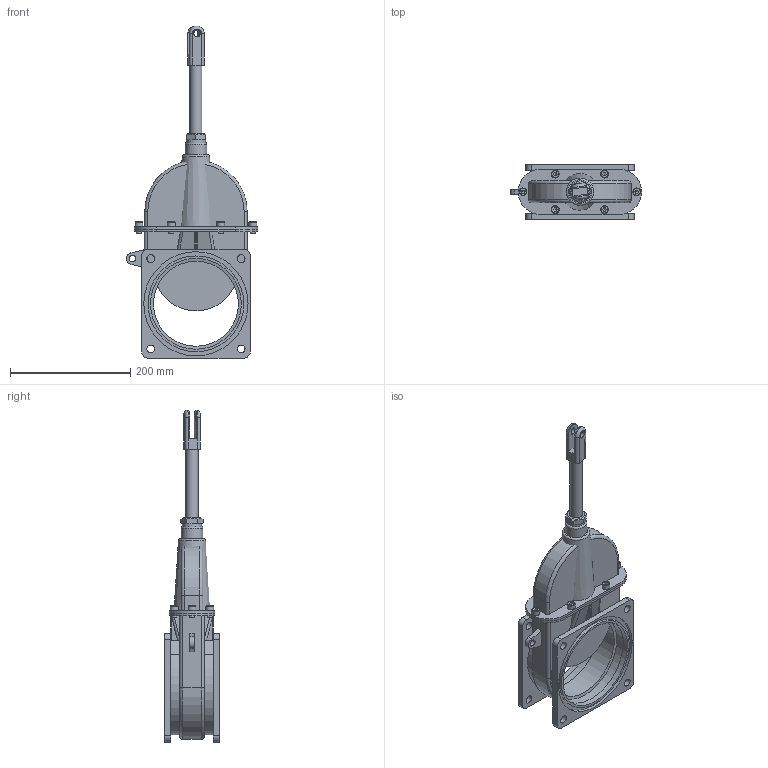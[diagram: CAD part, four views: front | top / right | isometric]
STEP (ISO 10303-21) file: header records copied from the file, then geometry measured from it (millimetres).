
FILE_DESCRIPTION(/* description */ ('MZ Gülleschieber 6Zoll'),/* implementation_level */ '2;1');
FILE_NAME(/* name */ '02-07-014 MZ Gülleschieber 6Zoll.stp',/* time_stamp */ '2017-03-07T08:46:42+01:00',/* author */ ('A.Reisinger'),/* organization */ (''),/* preprocessor_version */ 'ST-DEVELOPER v16.5',/* originating_system */ 'Autodesk Inventor 2017',/* authorisation */ '');
FILE_SCHEMA (('AUTOMOTIVE_DESIGN { 1 0 10303 214 3 1 1 }'));
Products named in the file (23): 02-07-014; 02-07-014 MZ Gülleschieber 6Zoll; 02-07-014 MZ Gülleschieber 6Zoll_1; 02-07-014 MZ Gülleschieber 6Zoll_2; 02-07-014 MZ Gülleschieber 6Zoll_3; 02-07-014 MZ Gülleschieber 6Zoll_4; 02-07-014 MZ Gülleschieber 6Zoll_5; 02-07-014 MZ Gülleschieber 6Zoll_6; 02-07-014 MZ Gülleschieber 6Zoll_7; 02-07-014 MZ Gülleschieber 6Zoll_8; 02-07-014 MZ Gülleschieber 6Zoll_15; 02-07-014 MZ Gülleschieber 6Zoll_16; 02-07-014 MZ Gülleschieber 6Zoll_17; 02-07-014 MZ Gülleschieber 6Zoll_18; 02-07-014 MZ Gülleschieber 6Zoll_19; 02-07-014 MZ Gülleschieber 6Zoll_20; 02-07-014 MZ Gülleschieber 6Zoll_23; 02-07-014 MZ Gülleschieber 6Zoll_37; 02-07-014 MZ Gülleschieber 6Zoll_38; 02-07-014 MZ Gülleschieber 6Zoll_39; 02-07-014 MZ Gülleschieber 6Zoll_40; 02-07-014 MZ Gülleschieber 6Zoll_41; DIN 912 - M8 x 12
Assembly tree (27 placements, depth 2):
  02-07-014
    02-07-014 MZ Gülleschieber 6Zoll
    02-07-014 MZ Gülleschieber 6Zoll_1
    02-07-014 MZ Gülleschieber 6Zoll_2
    02-07-014 MZ Gülleschieber 6Zoll_3
    02-07-014 MZ Gülleschieber 6Zoll_4
    02-07-014 MZ Gülleschieber 6Zoll_5
    02-07-014 MZ Gülleschieber 6Zoll_6
    02-07-014 MZ Gülleschieber 6Zoll_7
    02-07-014 MZ Gülleschieber 6Zoll_8
    02-07-014 MZ Gülleschieber 6Zoll_15
    02-07-014 MZ Gülleschieber 6Zoll_16
    02-07-014 MZ Gülleschieber 6Zoll_17
    02-07-014 MZ Gülleschieber 6Zoll_18
    02-07-014 MZ Gülleschieber 6Zoll_19
    02-07-014 MZ Gülleschieber 6Zoll_20
    02-07-014 MZ Gülleschieber 6Zoll_23
    02-07-014 MZ Gülleschieber 6Zoll_37
    02-07-014 MZ Gülleschieber 6Zoll_38
    02-07-014 MZ Gülleschieber 6Zoll_39
    02-07-014 MZ Gülleschieber 6Zoll_40
    02-07-014 MZ Gülleschieber 6Zoll_41
    DIN 912 - M8 x 12  x6
Bounding box: 218 x 91 x 551.24 mm (x, y, z)
Volume: 2586655.8 mm3; surface area: 446632.4 mm2
Topology: 27 solids, 27 shells, 304 faces, 664 edges, 426 vertices
Faces by surface type: plane 165, cylinder 95, cone 24, torus 20
Full cylindrical faces by diameter (mm): 8 x6, 9 x12, 11 x3, 13 x14, 16.752 x2, 20 x1, 21.6 x2, 32 x1, 36 x1, 141 x2, 151 x4, 159 x2, 173 x2
Entity records: 6866 total; most frequent: DIRECTION 1178, CARTESIAN_POINT 1099, ORIENTED_EDGE 896, AXIS2_PLACEMENT_3D 475, EDGE_CURVE 448, EDGE_LOOP 348, VERTEX_POINT 324, FACE_OUTER_BOUND 229
